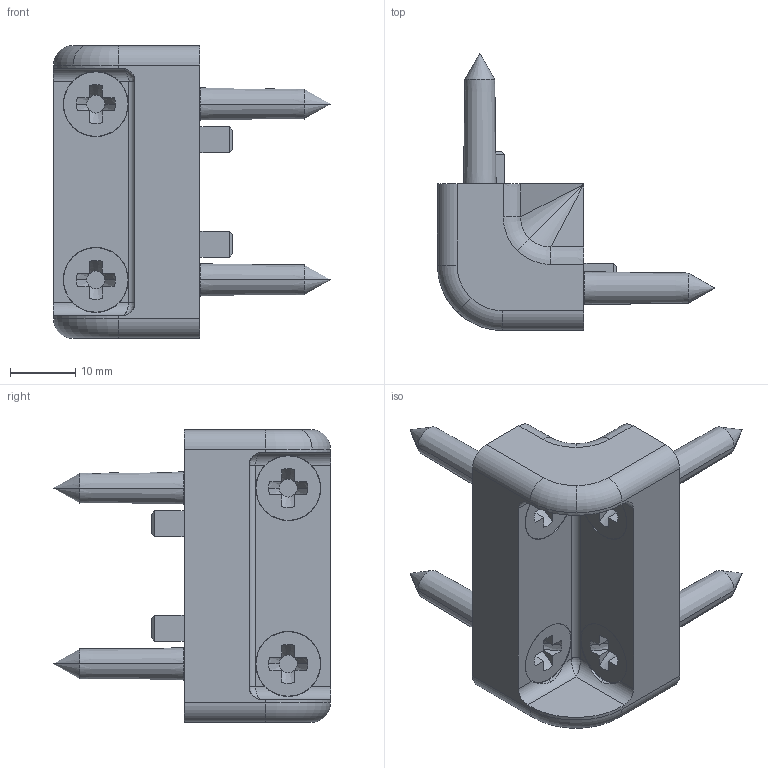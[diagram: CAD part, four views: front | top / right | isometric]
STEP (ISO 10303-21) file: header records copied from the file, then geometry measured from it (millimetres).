
FILE_DESCRIPTION(('STEP AP214'),'1');
FILE_NAME('cctmp_657B2580-45EF-4726-BCED-588F0D99D77B_2020_1_13_17_18_55_429..stp','2020-01-13T16:18:55',('Bosch Rexroth AG'),('CADClick - www.CADClick.com'),'Spatial InterOp 3D',' ','unknown authorization - (Healing Option Enabled)');
FILE_SCHEMA(('AUTOMOTIVE_DESIGN'));
Length unit declared in the file: millimetre
Products named in the file (1): 2020_01_13__17-18-55-429
Bounding box: 42.55 x 42.55 x 45 mm (x, y, z)
Volume: 16882.1 mm3; surface area: 6552 mm2
Topology: 1 solids, 1 shells, 172 faces, 419 edges, 257 vertices
Faces by surface type: plane 98, cone 32, cylinder 27, bspline 12, torus 3
Entity records: 10309 total; most frequent: CARTESIAN_POINT 4985, ORIENTED_EDGE 830, DIRECTION 787, EDGE_CURVE 415, AXIS2_PLACEMENT_3D 280, VERTEX_POINT 257, LINE 227, VECTOR 227
